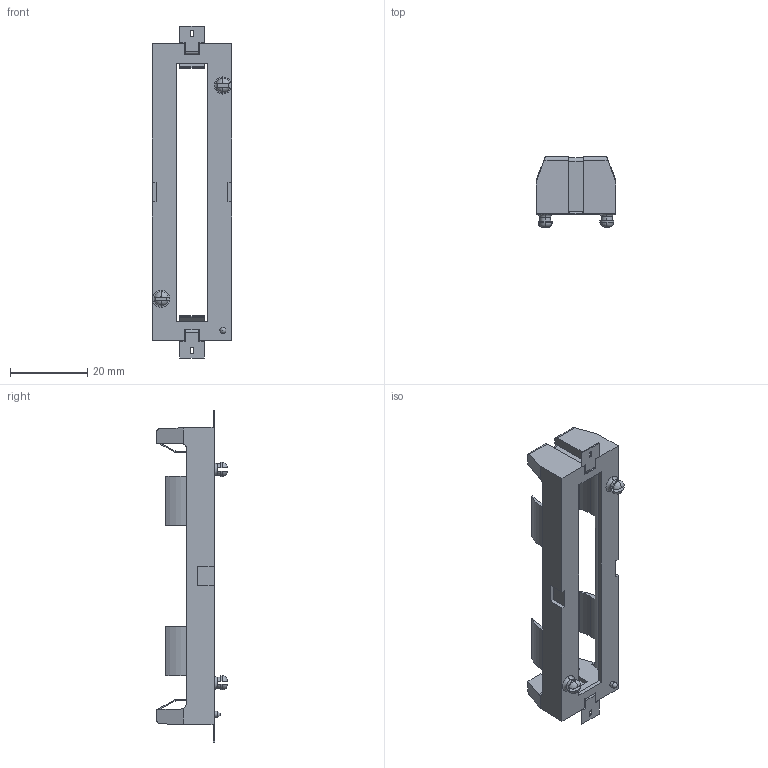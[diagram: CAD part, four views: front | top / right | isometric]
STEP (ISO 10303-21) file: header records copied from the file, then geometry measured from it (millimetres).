
FILE_DESCRIPTION(('FreeCAD Model'),'2;1');
FILE_NAME('BAT_HOLDER_16850.step','2020-08-03T23:43:15',('Author'),(''), 'Open CASCADE STEP processor 7.3','FreeCAD','Unknown');
FILE_SCHEMA(('AUTOMOTIVE_DESIGN { 1 0 10303 214 1 1 1 1 }'));
Length unit declared in the file: millimetre
Products named in the file (1): KEYELCO_1042
Bounding box: 20.65 x 18.29 x 86 mm (x, y, z)
Volume: 5602 mm3; surface area: 6329.1 mm2
Topology: 3 solids, 3 shells, 187 faces, 1544 edges, 4451 vertices
Faces by surface type: plane 134, cylinder 40, revolution 8, torus 4, sphere 1
Entity records: 29116 total; most frequent: CARTESIAN_POINT 9267, DIRECTION 3096, LINE 2030, VECTOR 2030, GEOMETRIC_CURVE_SET 1030, ORIENTED_EDGE 1028, PCURVE 1028, DEFINITIONAL_REPRESENTATION 1028
